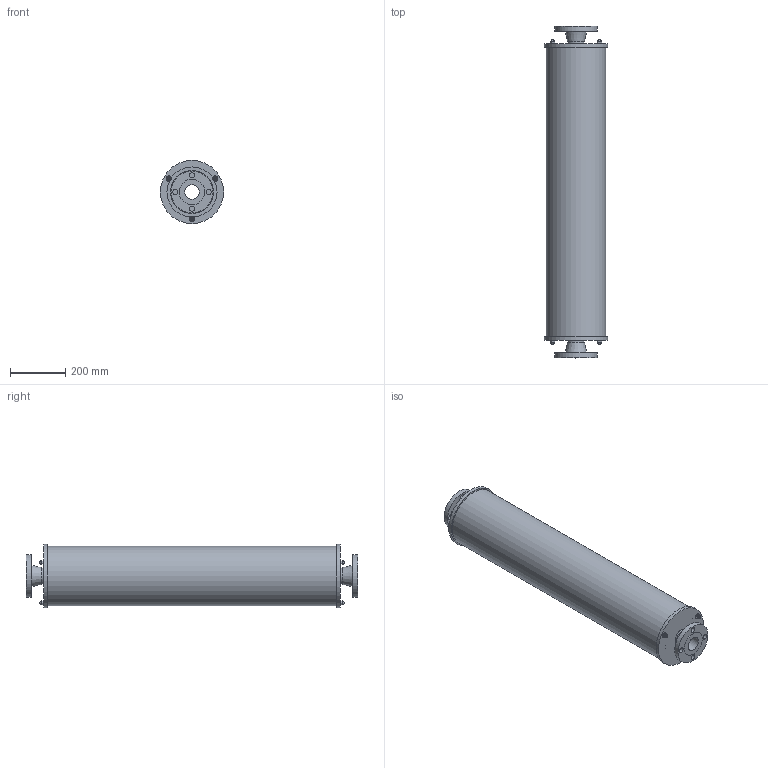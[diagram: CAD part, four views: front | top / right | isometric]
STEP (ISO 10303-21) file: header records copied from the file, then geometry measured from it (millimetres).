
FILE_DESCRIPTION((''),'2;1');
FILE_NAME('ACS#2-20000-GSV-F_R0.iam.stp','2016-10-13T12:59:10',(''),(''),'Autodesk Inventor 2009','Autodesk Inventor 2009','');
FILE_SCHEMA(('AUTOMOTIVE_DESIGN { 1 0 10303 214 1 1 1 1 }'));
Length unit declared in the file: inch
Products named in the file (8): ACS#2-20000-GSV-F_R0; ACS-3-20000-METAL-S_R1; ACS-2-20000_R6; ACS-1-20000-A_R0; ACS-6-20000-M_R0; TVW-10-516; TVN9-516; FLG-RF20-WN-CL150
Assembly tree (21 placements, depth 2):
  ACS#2-20000-GSV-F_R0
    ACS-3-20000-METAL-S_R1  x2
    ACS-2-20000_R6
    ACS-1-20000-A_R0
    ACS-6-20000-M_R0  x3
    TVW-10-516  x6
    TVN9-516  x6
    FLG-RF20-WN-CL150  x2
Bounding box: 228.6 x 1200.28 x 228.6 mm (x, y, z)
Volume: 7744515.6 mm3; surface area: 2960494.9 mm2
Topology: 21 solids, 21 shells, 245 faces, 503 edges, 304 vertices
Faces by surface type: cylinder 129, plane 88, bspline 14, cone 6, sphere 6, torus 2
Full cylindrical faces by diameter (mm): 7.938 x3, 8.334 x6, 8.738 x6, 13.411 x6, 19.05 x14, 52.502 x2, 60.325 x2, 91.948 x2, 152.4 x2, 156.591 x2, 158.801 x1, 172.822 x1, 180.975 x2, 208.28 x2, 209.55 x1, 215.9 x1, 217.17 x2, 228.6 x2
Entity records: 2041 total; most frequent: DIRECTION 354, CARTESIAN_POINT 325, ORIENTED_EDGE 194, AXIS2_PLACEMENT_3D 162, EDGE_LOOP 130, EDGE_CURVE 97, VERTEX_POINT 79, FACE_OUTER_BOUND 69
